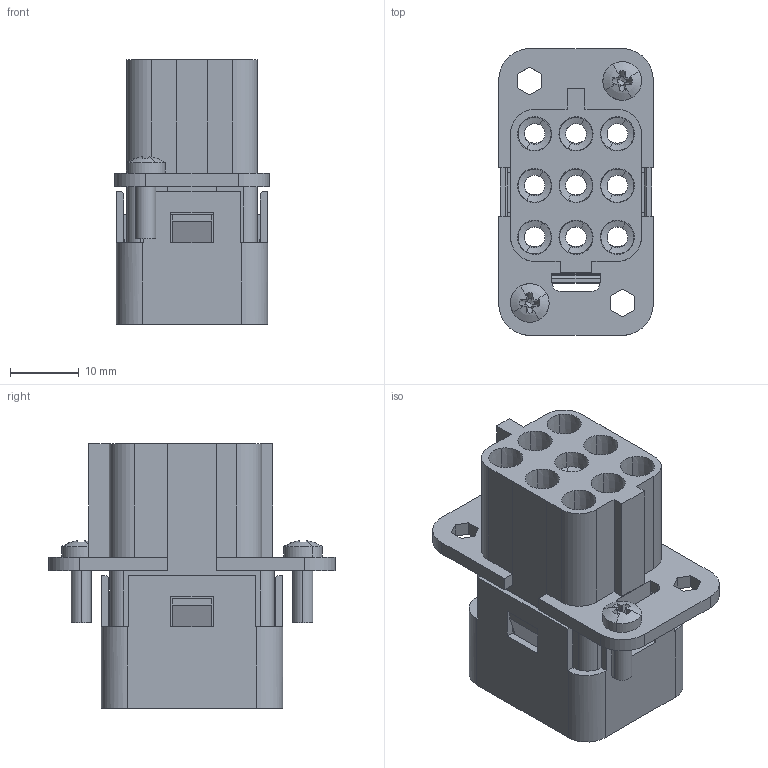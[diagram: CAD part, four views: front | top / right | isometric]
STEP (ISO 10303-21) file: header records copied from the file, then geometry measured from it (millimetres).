
FILE_DESCRIPTION(('CATIA V5 STEP Exchange','CAx-IF Rec.Pracs.--- Model Styling and Organization---1.4--- 2014-01-23'),'2;1');
FILE_NAME ('13426973_4', '2019-10-21T11:29:53+00:00', ('none'), ('Weidmueller'), 'CATIA Version 5-6 Release 2016 SP3 HF44', 'CATIA V5 STEP AP214', 'none');
FILE_SCHEMA(('AUTOMOTIVE_DESIGN { 1 0 10303 214 1 1 1 1 }'));
Length unit declared in the file: millimetre
Products named in the file (1): 1919980000
Bounding box: 22.4 x 41.6 x 38.35 mm (x, y, z)
Volume: 11481.3 mm3; surface area: 15129.6 mm2
Topology: 1 solids, 7 shells, 721 faces, 2046 edges, 1354 vertices
Faces by surface type: plane 350, cone 181, cylinder 164, bspline 18, sphere 8
Entity records: 24787 total; most frequent: CARTESIAN_POINT 7510, ORIENTED_EDGE 4084, DIRECTION 2718, EDGE_CURVE 2042, VERTEX_POINT 1354, AXIS2_PLACEMENT_3D 1268, VECTOR 914, LINE 914
